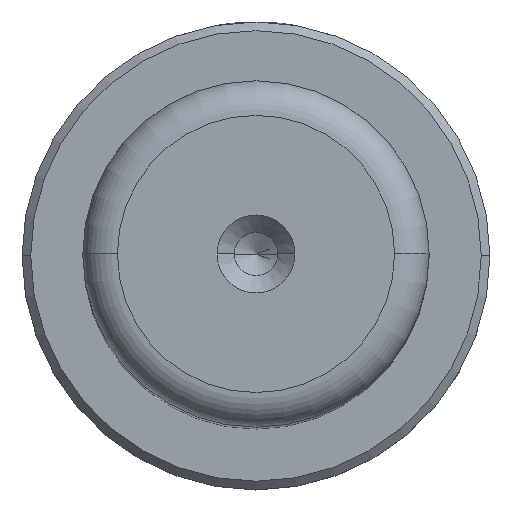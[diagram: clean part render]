
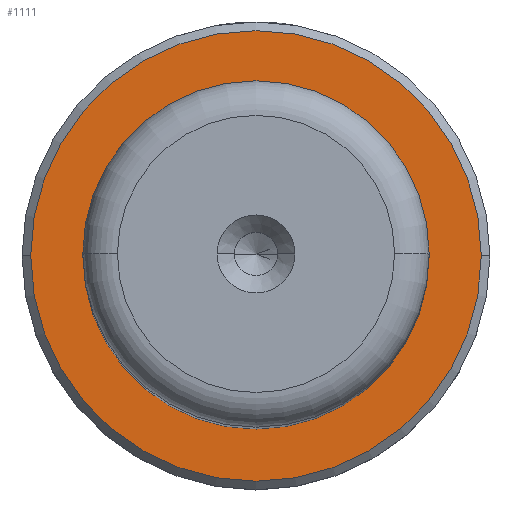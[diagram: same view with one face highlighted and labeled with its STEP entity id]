
A CAD part, top view. The second image highlights one B-rep face of the part: STEP entity #1111.
In plain terms, the highlighted planar face has unit normal (0, 0, 1).
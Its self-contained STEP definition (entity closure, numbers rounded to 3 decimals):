
#79 = VERTEX_POINT ( 'NONE', #908 ) ;
#101 = AXIS2_PLACEMENT_3D ( 'NONE', #895, #2017, #1059 ) ;
#173 = CARTESIAN_POINT ( 'NONE',  ( -13., 0., 18. ) ) ;
#194 = PLANE ( 'NONE',  #281 ) ;
#281 = AXIS2_PLACEMENT_3D ( 'NONE', #1318, #351, #1481 ) ;
#351 = DIRECTION ( 'NONE',  ( 0., 0., 1. ) ) ;
#352 = DIRECTION ( 'NONE',  ( 0., 0., -1. ) ) ;
#468 = FACE_BOUND ( 'NONE', #1754, .T. ) ;
#505 = CIRCLE ( 'NONE', #1658, 13. ) ;
#550 = CARTESIAN_POINT ( 'NONE',  ( 0., 0., 18. ) ) ;
#609 = AXIS2_PLACEMENT_3D ( 'NONE', #550, #1668, #710 ) ;
#663 = DIRECTION ( 'NONE',  ( 0., 0., 1. ) ) ;
#710 = DIRECTION ( 'NONE',  ( 1., 0., 0. ) ) ;
#711 = CARTESIAN_POINT ( 'NONE',  ( 0., 0., 18. ) ) ;
#744 = EDGE_LOOP ( 'NONE', ( #1809, #1064 ) ) ;
#754 = EDGE_CURVE ( 'NONE', #79, #2076, #1414, .T. ) ;
#774 = ORIENTED_EDGE ( 'NONE', *, *, #754, .T. ) ;
#785 = AXIS2_PLACEMENT_3D ( 'NONE', #1319, #352, #1482 ) ;
#789 = EDGE_CURVE ( 'NONE', #2057, #1104, #505, .T. ) ;
#890 = ORIENTED_EDGE ( 'NONE', *, *, #1863, .T. ) ;
#893 = CIRCLE ( 'NONE', #101, 9.495 ) ;
#895 = CARTESIAN_POINT ( 'NONE',  ( 0., 0., 18. ) ) ;
#908 = CARTESIAN_POINT ( 'NONE',  ( -9.495, 0., 18. ) ) ;
#1003 = CARTESIAN_POINT ( 'NONE',  ( 13., 0., 18. ) ) ;
#1059 = DIRECTION ( 'NONE',  ( -1., 0., 0. ) ) ;
#1064 = ORIENTED_EDGE ( 'NONE', *, *, #789, .T. ) ;
#1104 = VERTEX_POINT ( 'NONE', #173 ) ;
#1111 = ADVANCED_FACE ( 'NONE', ( #1731, #468 ), #194, .T. ) ;
#1212 = EDGE_CURVE ( 'NONE', #1104, #2057, #1564, .T. ) ;
#1318 = CARTESIAN_POINT ( 'NONE',  ( 0., 0., 18. ) ) ;
#1319 = CARTESIAN_POINT ( 'NONE',  ( 0., 0., 18. ) ) ;
#1414 = CIRCLE ( 'NONE', #785, 9.495 ) ;
#1481 = DIRECTION ( 'NONE',  ( 1., 0., 0. ) ) ;
#1482 = DIRECTION ( 'NONE',  ( -1., 0., 0. ) ) ;
#1564 = CIRCLE ( 'NONE', #609, 13. ) ;
#1637 = DIRECTION ( 'NONE',  ( 1., 0., 0. ) ) ;
#1658 = AXIS2_PLACEMENT_3D ( 'NONE', #711, #663, #1637 ) ;
#1668 = DIRECTION ( 'NONE',  ( 0., 0., 1. ) ) ;
#1731 = FACE_OUTER_BOUND ( 'NONE', #744, .T. ) ;
#1754 = EDGE_LOOP ( 'NONE', ( #774, #890 ) ) ;
#1809 = ORIENTED_EDGE ( 'NONE', *, *, #1212, .T. ) ;
#1863 = EDGE_CURVE ( 'NONE', #2076, #79, #893, .T. ) ;
#1979 = CARTESIAN_POINT ( 'NONE',  ( 9.495, 0., 18. ) ) ;
#2017 = DIRECTION ( 'NONE',  ( 0., 0., -1. ) ) ;
#2057 = VERTEX_POINT ( 'NONE', #1003 ) ;
#2076 = VERTEX_POINT ( 'NONE', #1979 ) ;
